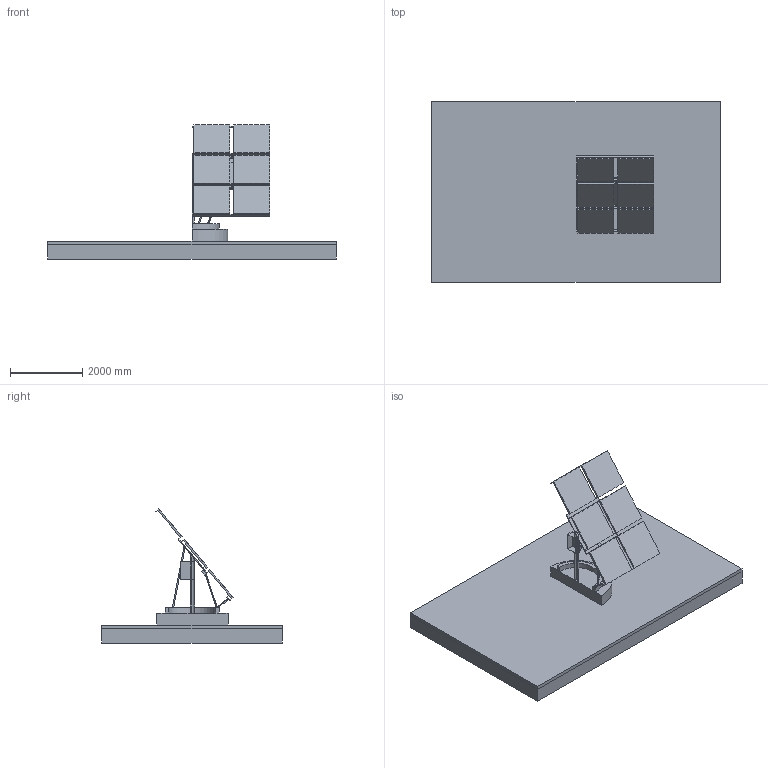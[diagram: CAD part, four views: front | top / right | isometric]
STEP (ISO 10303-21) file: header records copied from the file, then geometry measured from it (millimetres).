
FILE_DESCRIPTION(/* description */ ('STEP AP203'),/* implementation_level */ '2;1');
FILE_NAME(/* name */ 'Untitled',/* time_stamp */ '2025-04-18T02:30:48+03:30',/* author */ (' '),/* organization */ (' '),/* preprocessor_version */ 'ST-DEVELOPER v19.4',/* originating_system */ ' ',/* authorisation */ ' ');
FILE_SCHEMA (('CONFIG_CONTROL_DESIGN'));
Length unit declared in the file: metre
Products named in the file (28): id2; id5; id8; id11; id14; id17; id20; id23; id26; id29; id32; id35; id38; id41; id44; id47; id50; id53; id56; id59; id62; id65; id68; id71; id74; id77; id80; id83
Bounding box: 8000 x 5000 x 3713.48 mm (x, y, z)
Volume: 20877637690.4 mm3; surface area: 201217738.8 mm2
Topology: 28 solids, 28 shells, 237 faces, 750 edges, 574 vertices
Faces by surface type: plane 216, cylinder 21
Entity records: 9055 total; most frequent: CARTESIAN_POINT 1669, ORIENTED_EDGE 1500, DIRECTION 1332, EDGE_CURVE 750, LINE 682, VECTOR 682, VERTEX_POINT 574, AXIS2_PLACEMENT_3D 325
